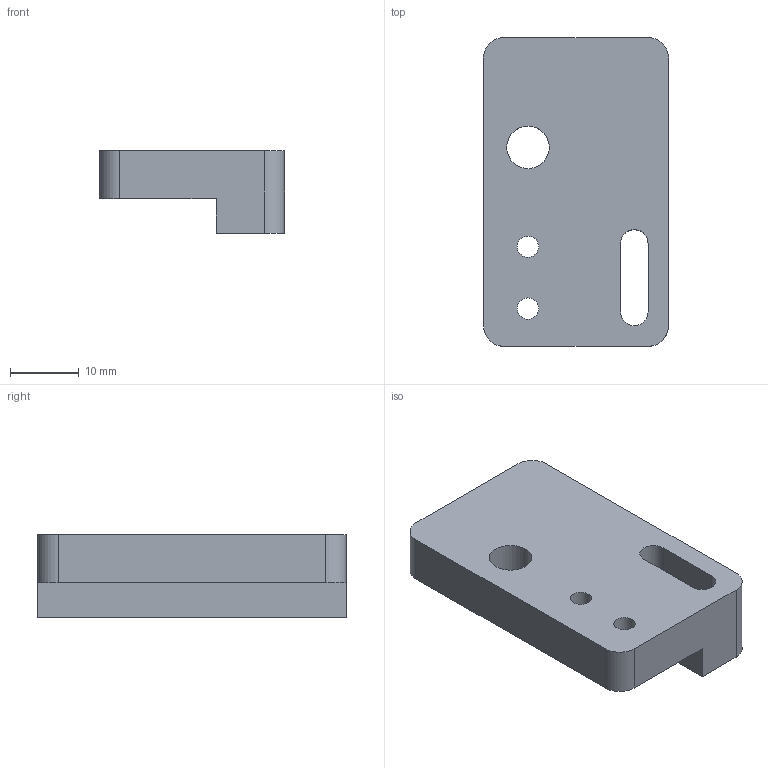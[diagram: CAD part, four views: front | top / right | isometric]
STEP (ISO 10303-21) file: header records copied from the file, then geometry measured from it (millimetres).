
FILE_DESCRIPTION(('FreeCAD Model'),'2;1');
FILE_NAME('endstopmount-y-.step','2016-10-14T17:09:35',('FreeCAD'),('FreeCAD'), 'Open CASCADE STEP processor 6.9','FreeCAD','Unknown');
FILE_SCHEMA(('AUTOMOTIVE_DESIGN_CC2 { 1 2 10303 214 -1 1 5 4 }'));
Length unit declared in the file: millimetre
Products named in the file (1): Open CASCADE STEP translator 6.9 5
Bounding box: 27 x 45 x 12 mm (x, y, z)
Volume: 9435.1 mm3; surface area: 4565.6 mm2
Topology: 1 solids, 1 shells, 27 faces, 69 edges, 46 vertices
Faces by surface type: plane 18, cylinder 9
Full cylindrical faces by diameter (mm): 3.1 x2, 6.2 x1
Entity records: 1767 total; most frequent: CARTESIAN_POINT 339, DIRECTION 268, LINE 167, VECTOR 167, ORIENTED_EDGE 138, PCURVE 138, DEFINITIONAL_REPRESENTATION 138, EDGE_CURVE 69
